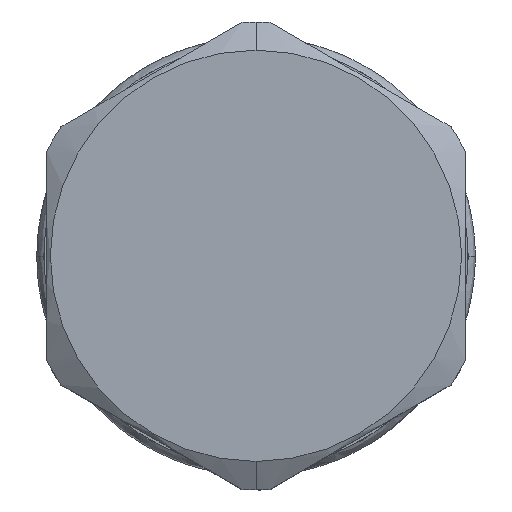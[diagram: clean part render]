
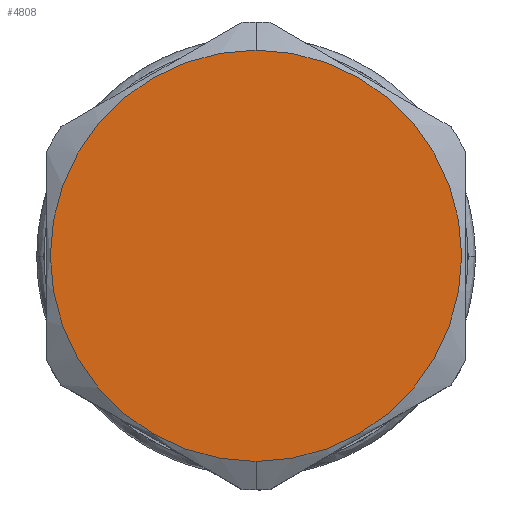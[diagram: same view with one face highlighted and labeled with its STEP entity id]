
A CAD part, top view. The second image highlights one B-rep face of the part: STEP entity #4808.
In plain terms, the highlighted planar face has unit normal (0, 0, 1).
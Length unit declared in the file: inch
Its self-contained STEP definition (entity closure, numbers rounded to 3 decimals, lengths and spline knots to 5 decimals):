
#1492=CARTESIAN_POINT('',(0.,0.,3.155));
#1493=DIRECTION('',(0.,0.,1.));
#1494=DIRECTION('',(0.,-1.,0.));
#1495=AXIS2_PLACEMENT_3D('',#1492,#1493,#1494);
#1497=CARTESIAN_POINT('',(0.,0.,3.155));
#1498=DIRECTION('',(0.,0.,1.));
#1499=DIRECTION('',(0.,1.,0.));
#1500=AXIS2_PLACEMENT_3D('',#1497,#1498,#1499);
#2823=CARTESIAN_POINT('',(0.,-0.43,3.155));
#2824=CARTESIAN_POINT('',(0.,0.43,3.155));
#2825=VERTEX_POINT('',#2823);
#2826=VERTEX_POINT('',#2824);
#4799=CARTESIAN_POINT('',(0.,0.,3.155));
#4800=DIRECTION('',(0.,0.,1.));
#4801=DIRECTION('',(0.,1.,0.));
#4802=AXIS2_PLACEMENT_3D('',#4799,#4800,#4801);
#4803=PLANE('',#4802);
#4804=ORIENTED_EDGE('',*,*,#4654,.F.);
#4805=ORIENTED_EDGE('',*,*,#4682,.F.);
#4806=EDGE_LOOP('',(#4804,#4805));
#4807=FACE_OUTER_BOUND('',#4806,.F.);
#4808=ADVANCED_FACE('',(#4807),#4803,.T.);
#1496=CIRCLE('',#1495,0.43);
#1501=CIRCLE('',#1500,0.43);
#4654=EDGE_CURVE('',#2825,#2826,#1496,.T.);
#4682=EDGE_CURVE('',#2826,#2825,#1501,.T.);
